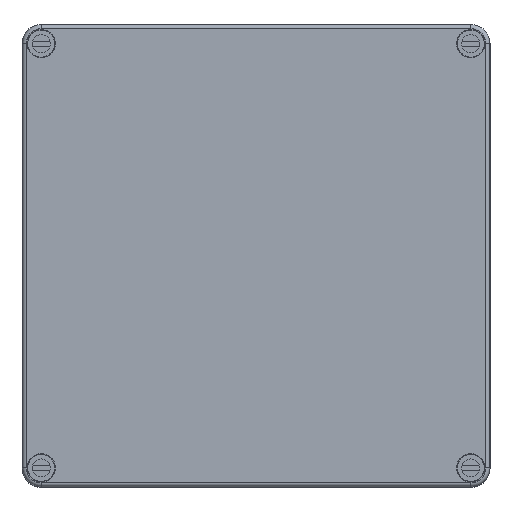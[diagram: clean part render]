
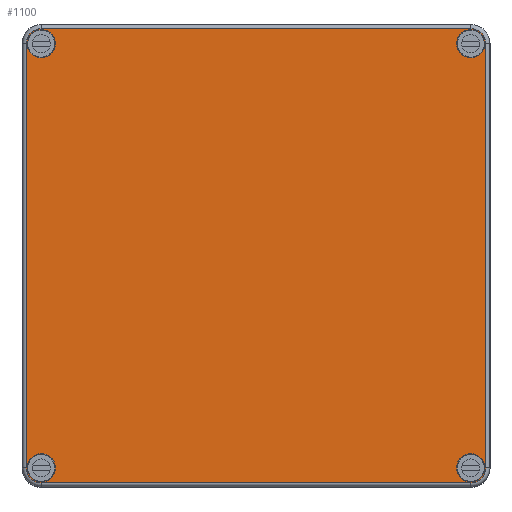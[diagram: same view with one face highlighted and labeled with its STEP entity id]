
A CAD part, top view. The second image highlights one B-rep face of the part: STEP entity #1100.
In plain terms, the highlighted planar face has unit normal (0, 0, 1).
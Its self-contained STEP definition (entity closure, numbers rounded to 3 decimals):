
#1100 = ADVANCED_FACE( '', ( #2518, #2519, #2520, #2521, #2522 ), #2523, .F. );
#2518 = FACE_BOUND( '', #4336, .T. );
#2519 = FACE_BOUND( '', #4337, .T. );
#2520 = FACE_BOUND( '', #4338, .T. );
#2521 = FACE_BOUND( '', #4339, .T. );
#2522 = FACE_OUTER_BOUND( '', #4340, .T. );
#2523 = PLANE( '', #4341 );
#4336 = EDGE_LOOP( '', ( #7247 ) );
#4337 = EDGE_LOOP( '', ( #7248 ) );
#4338 = EDGE_LOOP( '', ( #7249 ) );
#4339 = EDGE_LOOP( '', ( #7250 ) );
#4340 = EDGE_LOOP( '', ( #7251, #7252, #7253, #7254, #7255, #7256, #7257, #7258 ) );
#4341 = AXIS2_PLACEMENT_3D( '', #7259, #7260, #7261 );
#7247 = ORIENTED_EDGE( '', *, *, #10454, .F. );
#7248 = ORIENTED_EDGE( '', *, *, #11204, .F. );
#7249 = ORIENTED_EDGE( '', *, *, #10330, .F. );
#7250 = ORIENTED_EDGE( '', *, *, #11226, .F. );
#7251 = ORIENTED_EDGE( '', *, *, #11227, .T. );
#7252 = ORIENTED_EDGE( '', *, *, #11154, .F. );
#7253 = ORIENTED_EDGE( '', *, *, #11228, .T. );
#7254 = ORIENTED_EDGE( '', *, *, #10696, .T. );
#7255 = ORIENTED_EDGE( '', *, *, #10911, .F. );
#7256 = ORIENTED_EDGE( '', *, *, #11229, .T. );
#7257 = ORIENTED_EDGE( '', *, *, #10826, .F. );
#7258 = ORIENTED_EDGE( '', *, *, #11230, .F. );
#7259 = CARTESIAN_POINT( '', ( -89.356, 82.5, 18. ) );
#7260 = DIRECTION( '', ( 0., 0., -1. ) );
#7261 = DIRECTION( '', ( -1., 0., 0. ) );
#10330 = EDGE_CURVE( '', #12264, #12264, #12265, .T. );
#10454 = EDGE_CURVE( '', #12491, #12491, #12492, .T. );
#10696 = EDGE_CURVE( '', #12911, #12909, #12912, .T. );
#10826 = EDGE_CURVE( '', #13121, #13123, #13124, .T. );
#10911 = EDGE_CURVE( '', #13248, #12909, #13250, .T. );
#11154 = EDGE_CURVE( '', #13626, #13622, #13628, .T. );
#11204 = EDGE_CURVE( '', #13702, #13702, #13703, .T. );
#11226 = EDGE_CURVE( '', #13735, #13735, #13736, .T. );
#11227 = EDGE_CURVE( '', #13737, #13622, #13738, .T. );
#11228 = EDGE_CURVE( '', #13626, #12911, #13739, .T. );
#11229 = EDGE_CURVE( '', #13248, #13123, #13740, .T. );
#11230 = EDGE_CURVE( '', #13737, #13121, #13741, .T. );
#12264 = VERTEX_POINT( '', #15075 );
#12265 = CIRCLE( '', #15076, 5.5 );
#12491 = VERTEX_POINT( '', #15403 );
#12492 = CIRCLE( '', #15404, 5.5 );
#12909 = VERTEX_POINT( '', #15989 );
#12911 = VERTEX_POINT( '', #15991 );
#12912 = LINE( '', #15992, #15993 );
#13121 = VERTEX_POINT( '', #16252 );
#13123 = VERTEX_POINT( '', #16254 );
#13124 = CIRCLE( '', #16255, 5.856 );
#13248 = VERTEX_POINT( '', #16410 );
#13250 = CIRCLE( '', #16412, 5.856 );
#13622 = VERTEX_POINT( '', #16913 );
#13626 = VERTEX_POINT( '', #16918 );
#13628 = LINE( '', #16920, #16921 );
#13702 = VERTEX_POINT( '', #17023 );
#13703 = CIRCLE( '', #17024, 5.5 );
#13735 = VERTEX_POINT( '', #17064 );
#13736 = CIRCLE( '', #17065, 5.5 );
#13737 = VERTEX_POINT( '', #17066 );
#13738 = CIRCLE( '', #17067, 5.856 );
#13739 = CIRCLE( '', #17068, 5.856 );
#13740 = LINE( '', #17069, #17070 );
#13741 = LINE( '', #17071, #17072 );
#15075 = CARTESIAN_POINT( '', ( -78., 82.5, 18. ) );
#15076 = AXIS2_PLACEMENT_3D( '', #18654, #18655, #18656 );
#15403 = CARTESIAN_POINT( '', ( -78., -82.5, 18. ) );
#15404 = AXIS2_PLACEMENT_3D( '', #18839, #18840, #18841 );
#15989 = CARTESIAN_POINT( '', ( -83.5, 88.356, 18. ) );
#15991 = CARTESIAN_POINT( '', ( 83.5, 88.356, 18. ) );
#15992 = CARTESIAN_POINT( '', ( 83.5, 88.356, 18. ) );
#15993 = VECTOR( '', #19170, 1000. );
#16252 = CARTESIAN_POINT( '', ( -83.5, -88.356, 18. ) );
#16254 = CARTESIAN_POINT( '', ( -89.356, -82.5, 18. ) );
#16255 = AXIS2_PLACEMENT_3D( '', #19365, #19366, #19367 );
#16410 = CARTESIAN_POINT( '', ( -89.356, 82.5, 18. ) );
#16412 = AXIS2_PLACEMENT_3D( '', #19489, #19490, #19491 );
#16913 = CARTESIAN_POINT( '', ( 89.356, -82.5, 18. ) );
#16918 = CARTESIAN_POINT( '', ( 89.356, 82.5, 18. ) );
#16920 = CARTESIAN_POINT( '', ( 89.356, 82.5, 18. ) );
#16921 = VECTOR( '', #19778, 1000. );
#17023 = CARTESIAN_POINT( '', ( 89., -82.5, 18. ) );
#17024 = AXIS2_PLACEMENT_3D( '', #19825, #19826, #19827 );
#17064 = CARTESIAN_POINT( '', ( 89., 82.5, 18. ) );
#17065 = AXIS2_PLACEMENT_3D( '', #19857, #19858, #19859 );
#17066 = CARTESIAN_POINT( '', ( 83.5, -88.356, 18. ) );
#17067 = AXIS2_PLACEMENT_3D( '', #19860, #19861, #19862 );
#17068 = AXIS2_PLACEMENT_3D( '', #19863, #19864, #19865 );
#17069 = CARTESIAN_POINT( '', ( -89.356, 82.5, 18. ) );
#17070 = VECTOR( '', #19866, 1000. );
#17071 = CARTESIAN_POINT( '', ( 83.5, -88.356, 18. ) );
#17072 = VECTOR( '', #19867, 1000. );
#18654 = CARTESIAN_POINT( '', ( -83.5, 82.5, 18. ) );
#18655 = DIRECTION( '', ( 0., 0., 1. ) );
#18656 = DIRECTION( '', ( 1., 0., 0. ) );
#18839 = CARTESIAN_POINT( '', ( -83.5, -82.5, 18. ) );
#18840 = DIRECTION( '', ( 0., 0., 1. ) );
#18841 = DIRECTION( '', ( 1., 0., 0. ) );
#19170 = DIRECTION( '', ( -1., 0., 0. ) );
#19365 = CARTESIAN_POINT( '', ( -83.5, -82.5, 18. ) );
#19366 = DIRECTION( '', ( 0., 0., -1. ) );
#19367 = DIRECTION( '', ( -1., 0., 0. ) );
#19489 = CARTESIAN_POINT( '', ( -83.5, 82.5, 18. ) );
#19490 = DIRECTION( '', ( 0., 0., -1. ) );
#19491 = DIRECTION( '', ( -1., 0., 0. ) );
#19778 = DIRECTION( '', ( 0., -1., 0. ) );
#19825 = CARTESIAN_POINT( '', ( 83.5, -82.5, 18. ) );
#19826 = DIRECTION( '', ( 0., 0., 1. ) );
#19827 = DIRECTION( '', ( 1., 0., 0. ) );
#19857 = CARTESIAN_POINT( '', ( 83.5, 82.5, 18. ) );
#19858 = DIRECTION( '', ( 0., 0., 1. ) );
#19859 = DIRECTION( '', ( 1., 0., 0. ) );
#19860 = CARTESIAN_POINT( '', ( 83.5, -82.5, 18. ) );
#19861 = DIRECTION( '', ( 0., 0., 1. ) );
#19862 = DIRECTION( '', ( 1., 0., 0. ) );
#19863 = CARTESIAN_POINT( '', ( 83.5, 82.5, 18. ) );
#19864 = DIRECTION( '', ( 0., 0., 1. ) );
#19865 = DIRECTION( '', ( 1., 0., 0. ) );
#19866 = DIRECTION( '', ( 0., -1., 0. ) );
#19867 = DIRECTION( '', ( -1., 0., 0. ) );
